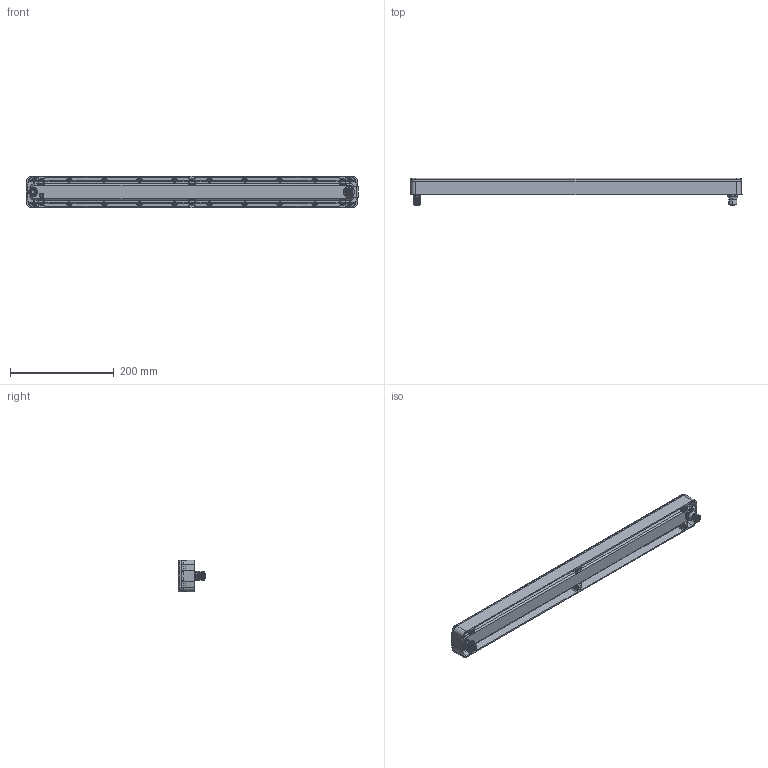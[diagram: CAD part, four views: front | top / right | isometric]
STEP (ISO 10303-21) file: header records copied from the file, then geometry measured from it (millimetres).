
FILE_DESCRIPTION((''),'2;1');
FILE_NAME('173668_ASM','2013-08-07T',('pdmadmin'),(''),'PRO/ENGINEER BY PARAMETRIC TECHNOLOGY CORPORATION, 2012300','PRO/ENGINEER BY PARAMETRIC TECHNOLOGY CORPORATION, 2012300','');
FILE_SCHEMA(('CONFIG_CONTROL_DESIGN'));
Products named in the file (12): 169986; 169652; 08427; 169653; 145997_HSG; 306-00249; 307-00176; 145997_ASM; 169987; 170033; 133697; 173668_ASM
Assembly tree (33 placements, depth 3):
  173668_ASM
    169986
    169652
    08427
    169653
    145997_ASM
      145997_HSG
      306-00249  x4
      307-00176
    169987
    170033
    133697  x20
Bounding box: 638.89 x 52.8 x 60.89 mm (x, y, z)
Volume: 467653.2 mm3; surface area: 334537.8 mm2
Topology: 32 solids, 59 shells, 3884 faces, 9593 edges, 5881 vertices
Faces by surface type: plane 1308, cylinder 1298, bspline 495, cone 388, torus 279, sphere 116
Entity records: 132831 total; most frequent: CARTESIAN_POINT 56506, ORIENTED_EDGE 16180, DIRECTION 15623, EDGE_CURVE 8144, AXIS2_PLACEMENT_3D 5915, VERTEX_POINT 5013, VECTOR 3793, LINE 3793
